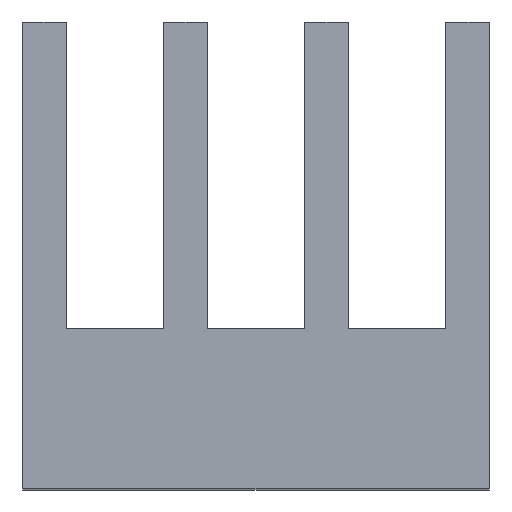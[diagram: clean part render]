
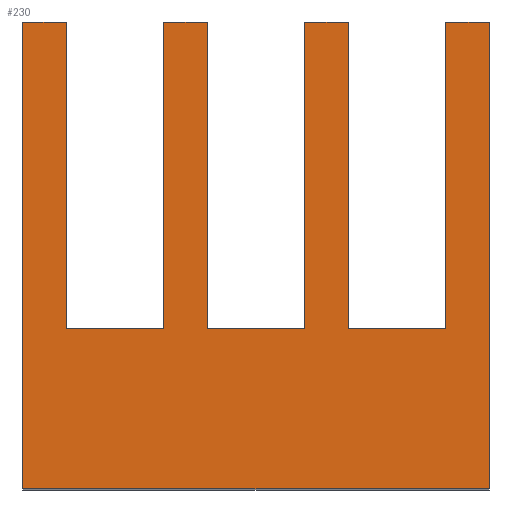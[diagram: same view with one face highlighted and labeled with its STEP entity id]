
A CAD part, top view. The second image highlights one B-rep face of the part: STEP entity #230.
In plain terms, the highlighted planar face has unit normal (0, 0, 1).
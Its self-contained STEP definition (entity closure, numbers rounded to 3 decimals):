
#32 = VERTEX_POINT('',#33);
#33 = CARTESIAN_POINT('',(3.167,2.5,25.));
#39 = EDGE_CURVE('',#32,#40,#42,.T.);
#40 = VERTEX_POINT('',#41);
#41 = CARTESIAN_POINT('',(6.5,2.5,25.));
#42 = LINE('',#43,#44);
#43 = CARTESIAN_POINT('',(-8.,2.5,25.));
#44 = VECTOR('',#45,1.);
#45 = DIRECTION('',(1.,0.,0.));
#212 = EDGE_CURVE('',#213,#40,#215,.T.);
#213 = VERTEX_POINT('',#214);
#214 = CARTESIAN_POINT('',(6.5,13.,25.));
#215 = LINE('',#216,#217);
#216 = CARTESIAN_POINT('',(6.5,1.125,25.));
#217 = VECTOR('',#218,1.);
#218 = DIRECTION('',(0.,-1.,0.));
#230 = ADVANCED_FACE('',(#231),#345,.T.);
#231 = FACE_BOUND('',#232,.T.);
#232 = EDGE_LOOP('',(#233,#243,#251,#259,#267,#275,#283,#289,#290,#291,
    #299,#307,#315,#323,#331,#339));
#233 = ORIENTED_EDGE('',*,*,#234,.F.);
#234 = EDGE_CURVE('',#235,#237,#239,.T.);
#235 = VERTEX_POINT('',#236);
#236 = CARTESIAN_POINT('',(-6.5,2.5,25.));
#237 = VERTEX_POINT('',#238);
#238 = CARTESIAN_POINT('',(-3.167,2.5,25.));
#239 = LINE('',#240,#241);
#240 = CARTESIAN_POINT('',(-8.,2.5,25.));
#241 = VECTOR('',#242,1.);
#242 = DIRECTION('',(1.,0.,0.));
#243 = ORIENTED_EDGE('',*,*,#244,.T.);
#244 = EDGE_CURVE('',#235,#245,#247,.T.);
#245 = VERTEX_POINT('',#246);
#246 = CARTESIAN_POINT('',(-6.5,13.,25.));
#247 = LINE('',#248,#249);
#248 = CARTESIAN_POINT('',(-6.5,6.375,25.));
#249 = VECTOR('',#250,1.);
#250 = DIRECTION('',(0.,1.,0.));
#251 = ORIENTED_EDGE('',*,*,#252,.T.);
#252 = EDGE_CURVE('',#245,#253,#255,.T.);
#253 = VERTEX_POINT('',#254);
#254 = CARTESIAN_POINT('',(-8.,13.,25.));
#255 = LINE('',#256,#257);
#256 = CARTESIAN_POINT('',(-11.25,13.,25.));
#257 = VECTOR('',#258,1.);
#258 = DIRECTION('',(-1.,0.,0.));
#259 = ORIENTED_EDGE('',*,*,#260,.T.);
#260 = EDGE_CURVE('',#253,#261,#263,.T.);
#261 = VERTEX_POINT('',#262);
#262 = CARTESIAN_POINT('',(-8.,-3.,25.));
#263 = LINE('',#264,#265);
#264 = CARTESIAN_POINT('',(-8.,1.125,25.));
#265 = VECTOR('',#266,1.);
#266 = DIRECTION('',(0.,-1.,0.));
#267 = ORIENTED_EDGE('',*,*,#268,.F.);
#268 = EDGE_CURVE('',#269,#261,#271,.T.);
#269 = VERTEX_POINT('',#270);
#270 = CARTESIAN_POINT('',(8.,-3.,25.));
#271 = LINE('',#272,#273);
#272 = CARTESIAN_POINT('',(8.,-3.,25.));
#273 = VECTOR('',#274,1.);
#274 = DIRECTION('',(-1.,0.,0.));
#275 = ORIENTED_EDGE('',*,*,#276,.F.);
#276 = EDGE_CURVE('',#277,#269,#279,.T.);
#277 = VERTEX_POINT('',#278);
#278 = CARTESIAN_POINT('',(8.,13.,25.));
#279 = LINE('',#280,#281);
#280 = CARTESIAN_POINT('',(8.,2.5,25.));
#281 = VECTOR('',#282,1.);
#282 = DIRECTION('',(0.,-1.,0.));
#283 = ORIENTED_EDGE('',*,*,#284,.T.);
#284 = EDGE_CURVE('',#277,#213,#285,.T.);
#285 = LINE('',#286,#287);
#286 = CARTESIAN_POINT('',(3.25,13.,25.));
#287 = VECTOR('',#288,1.);
#288 = DIRECTION('',(-1.,0.,0.));
#289 = ORIENTED_EDGE('',*,*,#212,.T.);
#290 = ORIENTED_EDGE('',*,*,#39,.F.);
#291 = ORIENTED_EDGE('',*,*,#292,.T.);
#292 = EDGE_CURVE('',#32,#293,#295,.T.);
#293 = VERTEX_POINT('',#294);
#294 = CARTESIAN_POINT('',(3.167,13.,25.));
#295 = LINE('',#296,#297);
#296 = CARTESIAN_POINT('',(3.167,6.375,25.));
#297 = VECTOR('',#298,1.);
#298 = DIRECTION('',(0.,1.,0.));
#299 = ORIENTED_EDGE('',*,*,#300,.T.);
#300 = EDGE_CURVE('',#293,#301,#303,.T.);
#301 = VERTEX_POINT('',#302);
#302 = CARTESIAN_POINT('',(1.667,13.,25.));
#303 = LINE('',#304,#305);
#304 = CARTESIAN_POINT('',(-1.583,13.,25.));
#305 = VECTOR('',#306,1.);
#306 = DIRECTION('',(-1.,0.,0.));
#307 = ORIENTED_EDGE('',*,*,#308,.T.);
#308 = EDGE_CURVE('',#301,#309,#311,.T.);
#309 = VERTEX_POINT('',#310);
#310 = CARTESIAN_POINT('',(1.667,2.5,25.));
#311 = LINE('',#312,#313);
#312 = CARTESIAN_POINT('',(1.667,1.125,25.));
#313 = VECTOR('',#314,1.);
#314 = DIRECTION('',(0.,-1.,0.));
#315 = ORIENTED_EDGE('',*,*,#316,.F.);
#316 = EDGE_CURVE('',#317,#309,#319,.T.);
#317 = VERTEX_POINT('',#318);
#318 = CARTESIAN_POINT('',(-1.667,2.5,25.));
#319 = LINE('',#320,#321);
#320 = CARTESIAN_POINT('',(-8.,2.5,25.));
#321 = VECTOR('',#322,1.);
#322 = DIRECTION('',(1.,0.,0.));
#323 = ORIENTED_EDGE('',*,*,#324,.T.);
#324 = EDGE_CURVE('',#317,#325,#327,.T.);
#325 = VERTEX_POINT('',#326);
#326 = CARTESIAN_POINT('',(-1.667,13.,25.));
#327 = LINE('',#328,#329);
#328 = CARTESIAN_POINT('',(-1.667,6.375,25.));
#329 = VECTOR('',#330,1.);
#330 = DIRECTION('',(0.,1.,0.));
#331 = ORIENTED_EDGE('',*,*,#332,.T.);
#332 = EDGE_CURVE('',#325,#333,#335,.T.);
#333 = VERTEX_POINT('',#334);
#334 = CARTESIAN_POINT('',(-3.167,13.,25.));
#335 = LINE('',#336,#337);
#336 = CARTESIAN_POINT('',(-6.417,13.,25.));
#337 = VECTOR('',#338,1.);
#338 = DIRECTION('',(-1.,0.,0.));
#339 = ORIENTED_EDGE('',*,*,#340,.T.);
#340 = EDGE_CURVE('',#333,#237,#341,.T.);
#341 = LINE('',#342,#343);
#342 = CARTESIAN_POINT('',(-3.167,1.125,25.));
#343 = VECTOR('',#344,1.);
#344 = DIRECTION('',(0.,-1.,0.));
#345 = PLANE('',#346);
#346 = AXIS2_PLACEMENT_3D('',#347,#348,#349);
#347 = CARTESIAN_POINT('',(0.,5.537,25.));
#348 = DIRECTION('',(0.,0.,1.));
#349 = DIRECTION('',(0.,1.,0.));
